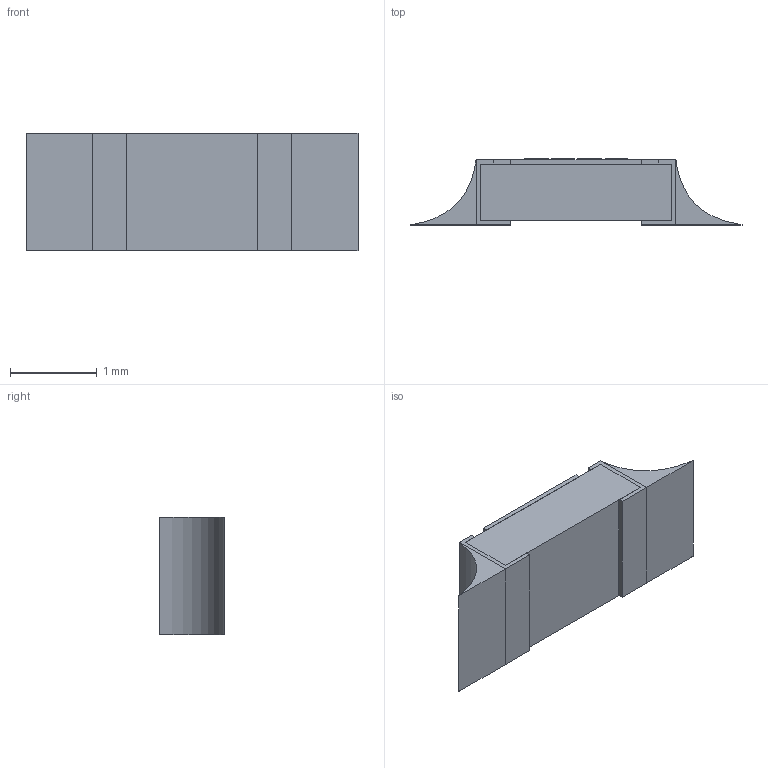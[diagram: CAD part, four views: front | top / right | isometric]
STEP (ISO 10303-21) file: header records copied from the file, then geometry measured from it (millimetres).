
FILE_DESCRIPTION (( 'STEP AP214' ), '1' );
FILE_NAME ('Res805.STEP', '2019-02-28T10:28:33', ( 'Sajad' ), ( '' ), 'SwSTEP 2.0', 'SolidWorks 2012', '' );
FILE_SCHEMA (( 'AUTOMOTIVE_DESIGN' ));
Length unit declared in the file: millimetre
Products named in the file (1): Res805
Bounding box: 3.82 x 0.76 x 1.35 mm (x, y, z)
Volume: 2.6 mm3; surface area: 30.9 mm2
Topology: 6 solids, 6 shells, 107 faces, 261 edges, 174 vertices
Faces by surface type: plane 62, bspline 45
Entity records: 7019 total; most frequent: CARTESIAN_POINT 3664, ORIENTED_EDGE 522, DIRECTION 293, EDGE_CURVE 261, VERTEX_POINT 174, LINE 167, VECTOR 167, EDGE_LOOP 115
